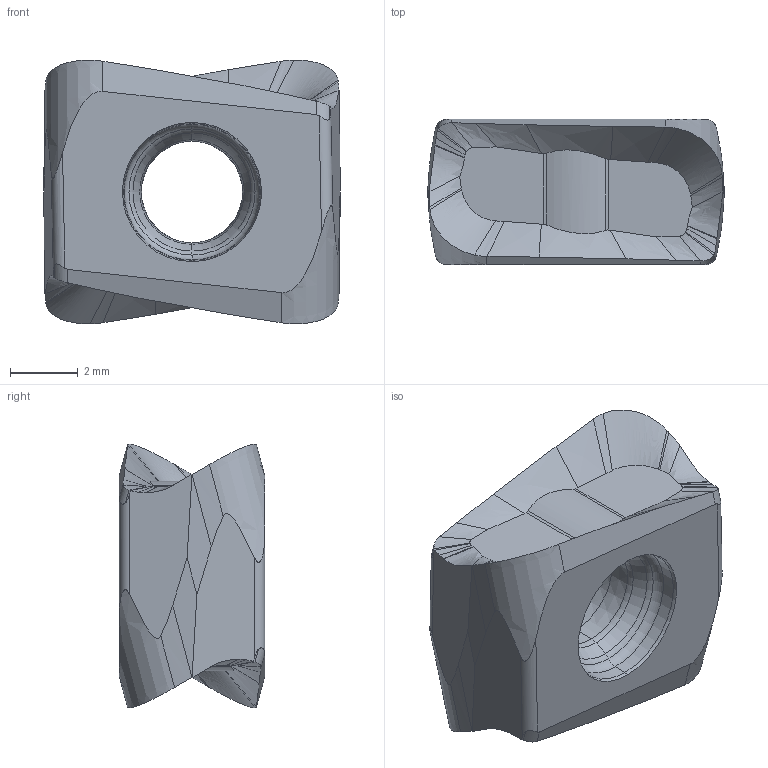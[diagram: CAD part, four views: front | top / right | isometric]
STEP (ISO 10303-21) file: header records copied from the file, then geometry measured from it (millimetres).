
FILE_DESCRIPTION(/* description */ (''),/* implementation_level */ '2;1');
FILE_NAME(/* name */ 'LOGU0904160PNFR-M.stp',/* time_stamp */ '2021-09-07T08:28:59+09:00',/* author */ (''),/* organization */ (''),/* preprocessor_version */ 'ST-DEVELOPER v16',/* originating_system */ 'SIEMENS PLM Software NX 10.0',/* authorisation */ '');
FILE_SCHEMA (('AUTOMOTIVE_DESIGN { 1 0 10303 214 3 1 1 1 }'));
Length unit declared in the file: millimetre
Products named in the file (1): LOGU0904160PNFR-M
Bounding box: 8.76 x 4.3 x 7.8 mm (x, y, z)
Volume: 167.8 mm3; surface area: 257.1 mm2
Topology: 1 solids, 1 shells, 128 faces, 380 edges, 284 vertices
Faces by surface type: bspline 56, plane 22, torus 20, cylinder 14, extrusion 8, cone 8
Entity records: 8447 total; most frequent: CARTESIAN_POINT 5382, ORIENTED_EDGE 704, DIRECTION 430, EDGE_CURVE 352, VERTEX_POINT 226, B_SPLINE_CURVE_WITH_KNOTS 188, AXIS2_PLACEMENT_3D 154, EDGE_LOOP 130
